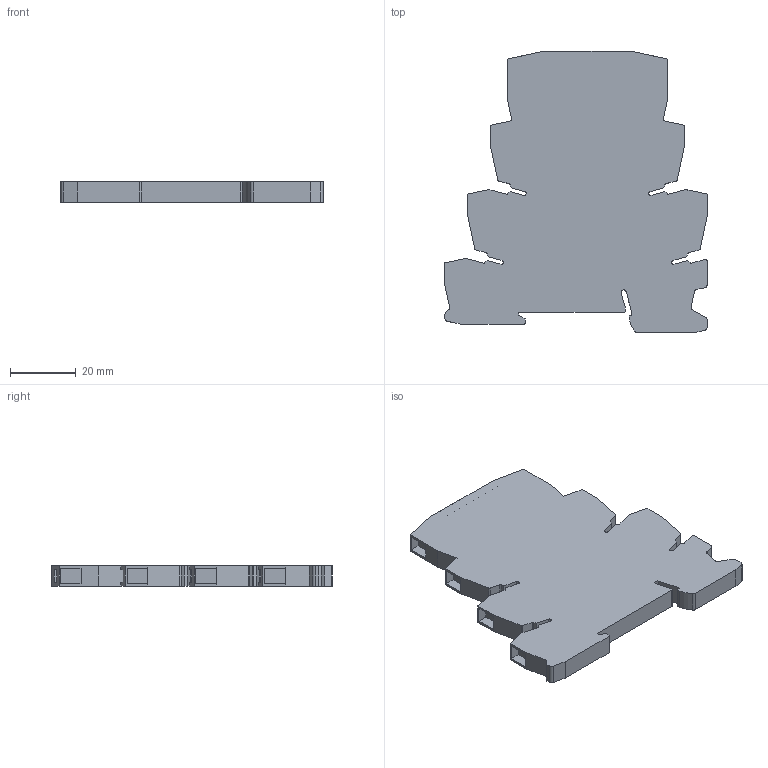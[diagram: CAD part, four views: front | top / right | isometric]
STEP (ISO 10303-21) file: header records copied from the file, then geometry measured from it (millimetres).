
FILE_DESCRIPTION(('SolidDesigner STEP Export'),'2;1');
FILE_NAME('2980526_PLC_OSP_110DC_24DC_3RW_SELECT.stp','2007-09-12T10:10:25',(''),(''),'OneSpace Designer STEP processor for AP214 (Solid Model)','OneSpace Designer 14.50 18-Oct-2006 (C) CoCreate Software GmbH','');
FILE_SCHEMA(('AUTOMOTIVE_DESIGN { 1 0 10303 214 1 1 1 1 }'));
Length unit declared in the file: millimetre
Products named in the file (2): 2980526_PLC_OSP_110DC_24DC_3RW_SELECT
Assembly tree (1 placements, depth 2):
  2980526_PLC_OSP_110DC_24DC_3RW_SELECT
    2980526_PLC_OSP_110DC_24DC_3RW_SELECT
Bounding box: 80 x 85.7 x 6.1 mm (x, y, z)
Volume: 29768.9 mm3; surface area: 13726.2 mm2
Topology: 1 solids, 1 shells, 193 faces, 552 edges, 368 vertices
Faces by surface type: plane 151, cylinder 42
Entity records: 7085 total; most frequent: ORIENTED_EDGE 1104, CARTESIAN_POINT 1089, DIRECTION 982, EDGE_CURVE 552, VECTOR 460, LINE 460, VERTEX_POINT 368, AXIS2_PLACEMENT_3D 261
